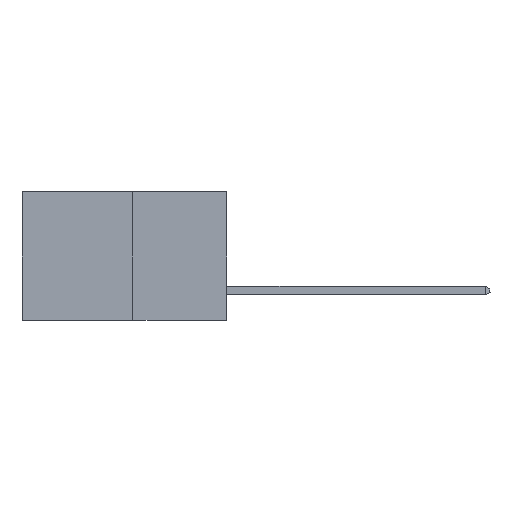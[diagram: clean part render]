
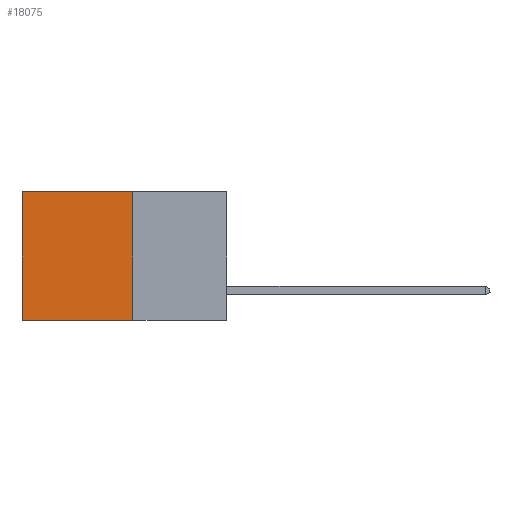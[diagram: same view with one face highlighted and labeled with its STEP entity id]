
A CAD part, left-side view. The second image highlights one B-rep face of the part: STEP entity #18075.
In plain terms, the highlighted planar face has unit normal (-1, 0, 0).
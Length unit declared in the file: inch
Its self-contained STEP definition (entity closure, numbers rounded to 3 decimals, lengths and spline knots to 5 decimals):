
#398 = VECTOR ( 'NONE', #1058, 39.37008 ) ;
#1058 = DIRECTION ( 'NONE',  ( 0., 1., 0. ) ) ;
#1083 = CARTESIAN_POINT ( 'NONE',  ( 0.277, 0.27, 0. ) ) ;
#1205 = VERTEX_POINT ( 'NONE', #14016 ) ;
#2753 = VERTEX_POINT ( 'NONE', #4036 ) ;
#3306 = LINE ( 'NONE', #5585, #18570 ) ;
#3554 = AXIS2_PLACEMENT_3D ( 'NONE', #15970, #8328, #18919 ) ;
#3657 = LINE ( 'NONE', #13326, #19312 ) ;
#3815 = EDGE_LOOP ( 'NONE', ( #10732, #14048, #14274, #15370 ) ) ;
#4036 = CARTESIAN_POINT ( 'NONE',  ( 0.277, 0.59, -0.37 ) ) ;
#5233 = DIRECTION ( 'NONE',  ( 0., 0., -1. ) ) ;
#5328 = EDGE_CURVE ( 'NONE', #1205, #2753, #15261, .T. ) ;
#5585 = CARTESIAN_POINT ( 'NONE',  ( 0.277, 0.59, -0.37 ) ) ;
#6408 = EDGE_CURVE ( 'NONE', #12804, #9133, #12607, .T. ) ;
#6803 = PLANE ( 'NONE',  #3554 ) ;
#8328 = DIRECTION ( 'NONE',  ( 1., 0., 0. ) ) ;
#8468 = CARTESIAN_POINT ( 'NONE',  ( 0.277, 0.59, 0. ) ) ;
#9133 = VERTEX_POINT ( 'NONE', #8468 ) ;
#9396 = EDGE_CURVE ( 'NONE', #9133, #2753, #3306, .T. ) ;
#10732 = ORIENTED_EDGE ( 'NONE', *, *, #9396, .T. ) ;
#12607 = LINE ( 'NONE', #1083, #398 ) ;
#12799 = EDGE_CURVE ( 'NONE', #12804, #1205, #3657, .T. ) ;
#12804 = VERTEX_POINT ( 'NONE', #13234 ) ;
#12855 = DIRECTION ( 'NONE',  ( 0., 1., 0. ) ) ;
#12986 = CARTESIAN_POINT ( 'NONE',  ( 0.277, 0.27, -0.37 ) ) ;
#13202 = DIRECTION ( 'NONE',  ( 0., 0., -1. ) ) ;
#13234 = CARTESIAN_POINT ( 'NONE',  ( 0.277, 0.27, 0. ) ) ;
#13326 = CARTESIAN_POINT ( 'NONE',  ( 0.277, 0.27, -0.37 ) ) ;
#14016 = CARTESIAN_POINT ( 'NONE',  ( 0.277, 0.27, -0.37 ) ) ;
#14048 = ORIENTED_EDGE ( 'NONE', *, *, #5328, .F. ) ;
#14253 = FACE_OUTER_BOUND ( 'NONE', #3815, .T. ) ;
#14274 = ORIENTED_EDGE ( 'NONE', *, *, #12799, .F. ) ;
#15261 = LINE ( 'NONE', #12986, #15736 ) ;
#15370 = ORIENTED_EDGE ( 'NONE', *, *, #6408, .T. ) ;
#15736 = VECTOR ( 'NONE', #12855, 39.37008 ) ;
#15970 = CARTESIAN_POINT ( 'NONE',  ( 0.277, 0.27, -0.37 ) ) ;
#18075 = ADVANCED_FACE ( 'NONE', ( #14253 ), #6803, .F. ) ;
#18570 = VECTOR ( 'NONE', #5233, 39.37008 ) ;
#18919 = DIRECTION ( 'NONE',  ( 0., 0., -1. ) ) ;
#19312 = VECTOR ( 'NONE', #13202, 39.37008 ) ;
